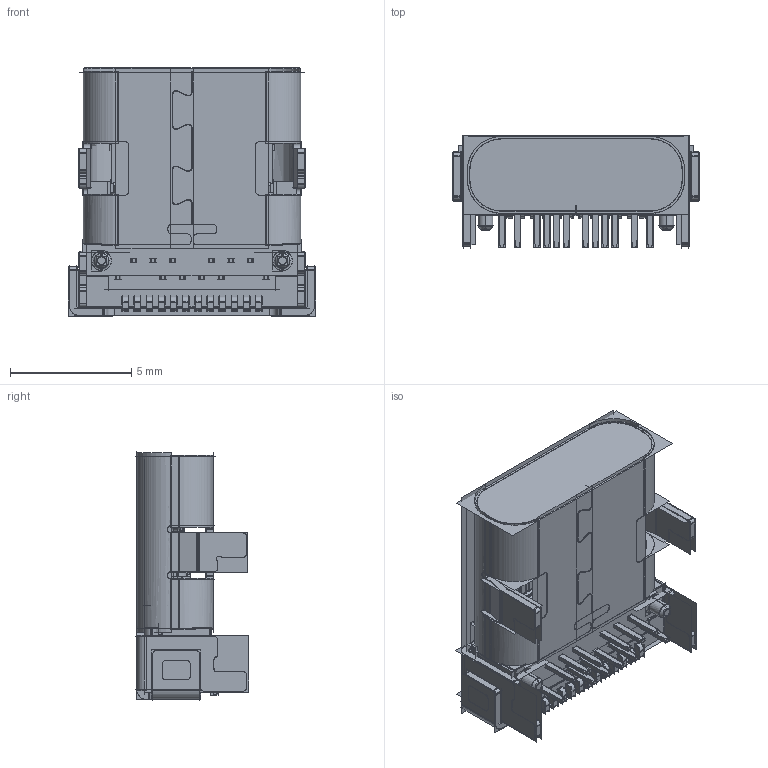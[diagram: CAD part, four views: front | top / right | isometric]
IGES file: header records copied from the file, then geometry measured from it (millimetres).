
Start section:  PTC IGES file: 7-_type.igs
Global section: file name: 7-_type.igs; native system: Pro/ENGINEER by Parametric Technology Corporation; preprocessor: 2010020; author: Administrator; organization: Unknown; date: 20151225.172652; units: millimetre
Bounding box: 10.17 x 4.68 x 10.23 mm (x, y, z)
Volume: 0.5 mm3; surface area: 6115.4 mm2
Topology: 2 solids, 4 shells, 2524 faces, 17453 edges, 24792 vertices
Faces by surface type: bspline 1740, revolution 784
